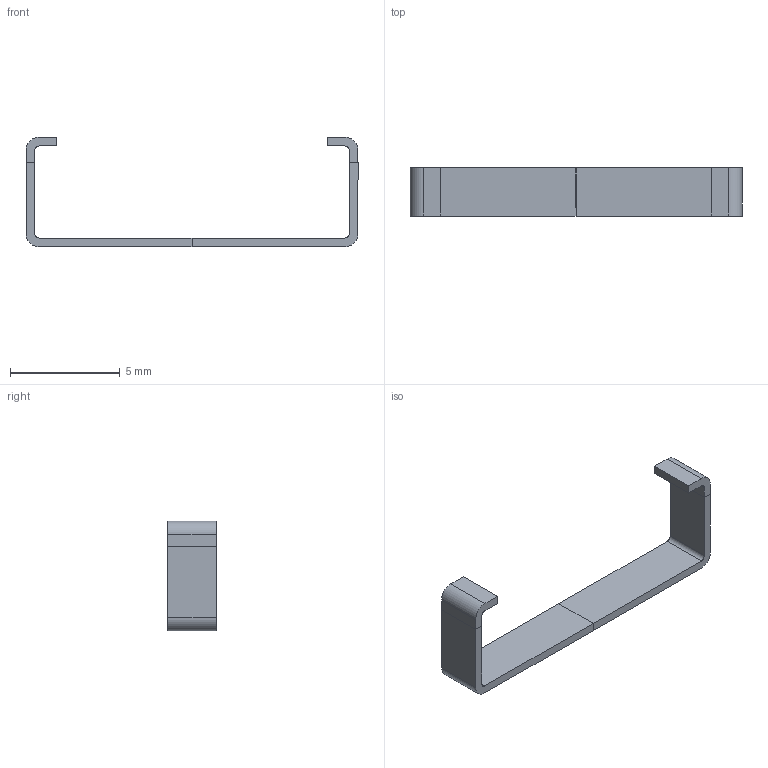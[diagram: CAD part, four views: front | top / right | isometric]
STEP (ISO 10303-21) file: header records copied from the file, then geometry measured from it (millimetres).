
FILE_DESCRIPTION((''),'2;1');
FILE_NAME('CORECL_FERROXCUBE_CLM-E14-PLT14.stp','2011-01-26T16:32:50',(''),(''),'Mechanical Desktop 2011','Mechanical Desktop 2011',', , ');
FILE_SCHEMA(('AUTOMOTIVE_DESIGN { 1 2 10303 214 1 1 1 1 }'));
Length unit declared in the file: millimetre
Products named in the file (1): Product
Bounding box: 15.15 x 2.2 x 5 mm (x, y, z)
Volume: 22.6 mm3; surface area: 140.5 mm2
Topology: 4 solids, 4 shells, 40 faces, 96 edges, 64 vertices
Faces by surface type: bspline 20, plane 16, cylinder 4
Entity records: 1250 total; most frequent: CARTESIAN_POINT 317, ORIENTED_EDGE 192, DIRECTION 154, EDGE_CURVE 96, VECTOR 80, LINE 80, VERTEX_POINT 64, EDGE_LOOP 40
